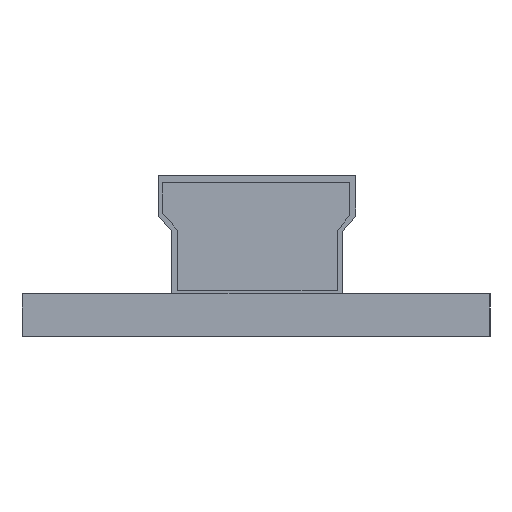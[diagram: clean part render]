
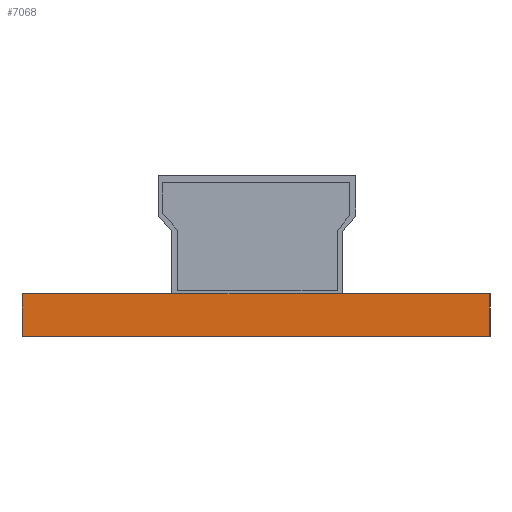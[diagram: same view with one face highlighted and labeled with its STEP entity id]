
A CAD part, left-side view. The second image highlights one B-rep face of the part: STEP entity #7068.
In plain terms, the highlighted planar face has unit normal (-1, 0, 0).
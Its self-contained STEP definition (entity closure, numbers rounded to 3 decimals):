
#7068 = ADVANCED_FACE('',(#7069),#7151,.F.);
#7069 = FACE_BOUND('',#7070,.F.);
#7070 = EDGE_LOOP('',(#7071,#7081,#7089,#7097,#7105,#7113,#7121,#7129,
    #7137,#7145));
#7071 = ORIENTED_EDGE('',*,*,#7072,.T.);
#7072 = EDGE_CURVE('',#7073,#7075,#7077,.T.);
#7073 = VERTEX_POINT('',#7074);
#7074 = CARTESIAN_POINT('',(0.,0.,0.));
#7075 = VERTEX_POINT('',#7076);
#7076 = CARTESIAN_POINT('',(0.,0.,-1.6));
#7077 = LINE('',#7078,#7079);
#7078 = CARTESIAN_POINT('',(0.,0.,0.));
#7079 = VECTOR('',#7080,1.);
#7080 = DIRECTION('',(0.,0.,-1.));
#7081 = ORIENTED_EDGE('',*,*,#7082,.T.);
#7082 = EDGE_CURVE('',#7075,#7083,#7085,.T.);
#7083 = VERTEX_POINT('',#7084);
#7084 = CARTESIAN_POINT('',(0.,17.76,-1.6));
#7085 = LINE('',#7086,#7087);
#7086 = CARTESIAN_POINT('',(0.,0.,-1.6));
#7087 = VECTOR('',#7088,1.);
#7088 = DIRECTION('',(0.,1.,0.));
#7089 = ORIENTED_EDGE('',*,*,#7090,.F.);
#7090 = EDGE_CURVE('',#7091,#7083,#7093,.T.);
#7091 = VERTEX_POINT('',#7092);
#7092 = CARTESIAN_POINT('',(0.,17.76,0.));
#7093 = LINE('',#7094,#7095);
#7094 = CARTESIAN_POINT('',(0.,17.76,0.));
#7095 = VECTOR('',#7096,1.);
#7096 = DIRECTION('',(0.,0.,-1.));
#7097 = ORIENTED_EDGE('',*,*,#7098,.F.);
#7098 = EDGE_CURVE('',#7099,#7091,#7101,.T.);
#7099 = VERTEX_POINT('',#7100);
#7100 = CARTESIAN_POINT('',(0.,13.163,0.));
#7101 = LINE('',#7102,#7103);
#7102 = CARTESIAN_POINT('',(0.,0.,0.));
#7103 = VECTOR('',#7104,1.);
#7104 = DIRECTION('',(0.,1.,0.));
#7105 = ORIENTED_EDGE('',*,*,#7106,.F.);
#7106 = EDGE_CURVE('',#7107,#7099,#7109,.T.);
#7107 = VERTEX_POINT('',#7108);
#7108 = CARTESIAN_POINT('',(0.,12.599,0.));
#7109 = LINE('',#7110,#7111);
#7110 = CARTESIAN_POINT('',(0.,0.,0.));
#7111 = VECTOR('',#7112,1.);
#7112 = DIRECTION('',(0.,1.,0.));
#7113 = ORIENTED_EDGE('',*,*,#7114,.F.);
#7114 = EDGE_CURVE('',#7115,#7107,#7117,.T.);
#7115 = VERTEX_POINT('',#7116);
#7116 = CARTESIAN_POINT('',(0.,12.072,0.));
#7117 = LINE('',#7118,#7119);
#7118 = CARTESIAN_POINT('',(0.,0.,0.));
#7119 = VECTOR('',#7120,1.);
#7120 = DIRECTION('',(0.,1.,0.));
#7121 = ORIENTED_EDGE('',*,*,#7122,.F.);
#7122 = EDGE_CURVE('',#7123,#7115,#7125,.T.);
#7123 = VERTEX_POINT('',#7124);
#7124 = CARTESIAN_POINT('',(0.,5.608,0.));
#7125 = LINE('',#7126,#7127);
#7126 = CARTESIAN_POINT('',(0.,0.,0.));
#7127 = VECTOR('',#7128,1.);
#7128 = DIRECTION('',(0.,1.,0.));
#7129 = ORIENTED_EDGE('',*,*,#7130,.F.);
#7130 = EDGE_CURVE('',#7131,#7123,#7133,.T.);
#7131 = VERTEX_POINT('',#7132);
#7132 = CARTESIAN_POINT('',(0.,5.099,0.));
#7133 = LINE('',#7134,#7135);
#7134 = CARTESIAN_POINT('',(0.,0.,0.));
#7135 = VECTOR('',#7136,1.);
#7136 = DIRECTION('',(0.,1.,0.));
#7137 = ORIENTED_EDGE('',*,*,#7138,.F.);
#7138 = EDGE_CURVE('',#7139,#7131,#7141,.T.);
#7139 = VERTEX_POINT('',#7140);
#7140 = CARTESIAN_POINT('',(0.,5.081,0.));
#7141 = LINE('',#7142,#7143);
#7142 = CARTESIAN_POINT('',(0.,0.,0.));
#7143 = VECTOR('',#7144,1.);
#7144 = DIRECTION('',(0.,1.,0.));
#7145 = ORIENTED_EDGE('',*,*,#7146,.F.);
#7146 = EDGE_CURVE('',#7073,#7139,#7147,.T.);
#7147 = LINE('',#7148,#7149);
#7148 = CARTESIAN_POINT('',(0.,0.,0.));
#7149 = VECTOR('',#7150,1.);
#7150 = DIRECTION('',(0.,1.,0.));
#7151 = PLANE('',#7152);
#7152 = AXIS2_PLACEMENT_3D('',#7153,#7154,#7155);
#7153 = CARTESIAN_POINT('',(0.,0.,0.));
#7154 = DIRECTION('',(1.,0.,0.));
#7155 = DIRECTION('',(0.,1.,0.));
